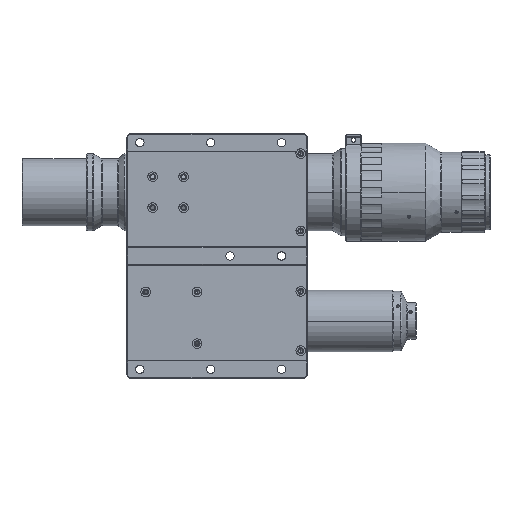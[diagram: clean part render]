
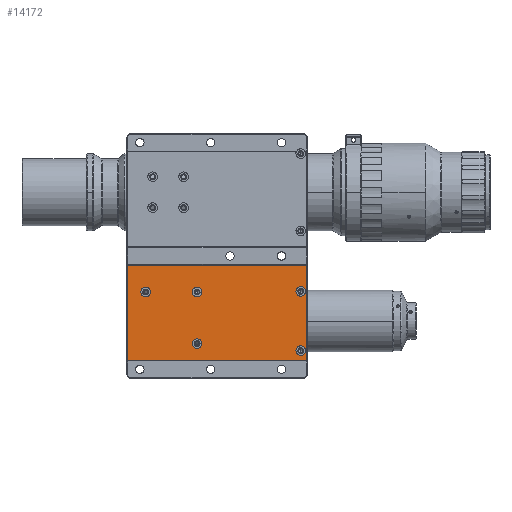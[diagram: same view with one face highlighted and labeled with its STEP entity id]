
A CAD part, front view. The second image highlights one B-rep face of the part: STEP entity #14172.
In plain terms, the highlighted planar face has unit normal (0, -1, 0).
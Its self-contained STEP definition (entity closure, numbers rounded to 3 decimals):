
#156 = DIRECTION ( 'NONE',  ( -1., 0., 0. ) ) ;
#281 = CARTESIAN_POINT ( 'NONE',  ( 132.25, -41.5, -77.5 ) ) ;
#590 = FACE_BOUND ( 'NONE', #36475, .T. ) ;
#1246 = DIRECTION ( 'NONE',  ( 0., -1., 0. ) ) ;
#1600 = EDGE_CURVE ( 'NONE', #6669, #8597, #6130, .T. ) ;
#1838 = PLANE ( 'NONE',  #10226 ) ;
#2144 = EDGE_CURVE ( 'NONE', #32333, #35530, #24306, .T. ) ;
#2611 = CARTESIAN_POINT ( 'NONE',  ( 82., -41.5, -56.5 ) ) ;
#3382 = VECTOR ( 'NONE', #6935, 1000. ) ;
#3532 = DIRECTION ( 'NONE',  ( -1., 0., 0. ) ) ;
#3795 = FACE_BOUND ( 'NONE', #32475, .T. ) ;
#4331 = VERTEX_POINT ( 'NONE', #281 ) ;
#4373 = DIRECTION ( 'NONE',  ( 0., 1., 0. ) ) ;
#4753 = VERTEX_POINT ( 'NONE', #41505 ) ;
#4829 = VECTOR ( 'NONE', #24397, 1000. ) ;
#4900 = ORIENTED_EDGE ( 'NONE', *, *, #38761, .T. ) ;
#4945 = ORIENTED_EDGE ( 'NONE', *, *, #2144, .T. ) ;
#4951 = CIRCLE ( 'NONE', #16780, 3.75 ) ;
#5000 = VERTEX_POINT ( 'NONE', #38961 ) ;
#5594 = ORIENTED_EDGE ( 'NONE', *, *, #1600, .T. ) ;
#5691 = CARTESIAN_POINT ( 'NONE',  ( 136., -41.5, -77.5 ) ) ;
#5947 = VERTEX_POINT ( 'NONE', #42159 ) ;
#6044 = CARTESIAN_POINT ( 'NONE',  ( 220.25, -41.5, -123. ) ) ;
#6130 = CIRCLE ( 'NONE', #27488, 3.75 ) ;
#6300 = CARTESIAN_POINT ( 'NONE',  ( 221., -41.5, -56.5 ) ) ;
#6453 = FACE_BOUND ( 'NONE', #38919, .T. ) ;
#6669 = VERTEX_POINT ( 'NONE', #6044 ) ;
#6935 = DIRECTION ( 'NONE',  ( 1., 0., 0. ) ) ;
#7245 = CARTESIAN_POINT ( 'NONE',  ( 216.5, -41.5, -77. ) ) ;
#7533 = FACE_OUTER_BOUND ( 'NONE', #12570, .T. ) ;
#8248 = CARTESIAN_POINT ( 'NONE',  ( 136., -41.5, -117.5 ) ) ;
#8317 = ORIENTED_EDGE ( 'NONE', *, *, #12637, .T. ) ;
#8597 = VERTEX_POINT ( 'NONE', #36866 ) ;
#8696 = CIRCLE ( 'NONE', #35633, 3.75 ) ;
#9067 = VERTEX_POINT ( 'NONE', #29073 ) ;
#9503 = DIRECTION ( 'NONE',  ( 0., 1., 0. ) ) ;
#9552 = CIRCLE ( 'NONE', #13278, 3.75 ) ;
#9680 = AXIS2_PLACEMENT_3D ( 'NONE', #13750, #37700, #156 ) ;
#9959 = CARTESIAN_POINT ( 'NONE',  ( 96., -41.5, -77.5 ) ) ;
#10226 = AXIS2_PLACEMENT_3D ( 'NONE', #6300, #30063, #16148 ) ;
#10389 = EDGE_LOOP ( 'NONE', ( #40602, #10941 ) ) ;
#10574 = CARTESIAN_POINT ( 'NONE',  ( 221., -41.5, -56.5 ) ) ;
#10941 = ORIENTED_EDGE ( 'NONE', *, *, #14125, .F. ) ;
#11541 = DIRECTION ( 'NONE',  ( -1., 0., 0. ) ) ;
#12292 = VERTEX_POINT ( 'NONE', #10574 ) ;
#12570 = EDGE_LOOP ( 'NONE', ( #4945, #40617, #4900, #37615 ) ) ;
#12637 = EDGE_CURVE ( 'NONE', #8597, #6669, #4951, .T. ) ;
#12893 = AXIS2_PLACEMENT_3D ( 'NONE', #32684, #33260, #43136 ) ;
#13072 = ORIENTED_EDGE ( 'NONE', *, *, #33412, .F. ) ;
#13278 = AXIS2_PLACEMENT_3D ( 'NONE', #9959, #24055, #41080 ) ;
#13502 = VERTEX_POINT ( 'NONE', #18460 ) ;
#13750 = CARTESIAN_POINT ( 'NONE',  ( 136., -41.5, -77.5 ) ) ;
#14000 = ORIENTED_EDGE ( 'NONE', *, *, #29343, .F. ) ;
#14125 = EDGE_CURVE ( 'NONE', #44235, #4331, #14480, .T. ) ;
#14172 = ADVANCED_FACE ( 'NONE', ( #590, #16590, #22011, #6453, #3795, #7533 ), #1838, .T. ) ;
#14393 = EDGE_CURVE ( 'NONE', #35530, #12292, #14438, .T. ) ;
#14438 = LINE ( 'NONE', #17174, #4829 ) ;
#14480 = CIRCLE ( 'NONE', #25482, 3.75 ) ;
#14538 = DIRECTION ( 'NONE',  ( -1., 0., 0. ) ) ;
#15833 = AXIS2_PLACEMENT_3D ( 'NONE', #35619, #1246, #25200 ) ;
#15855 = DIRECTION ( 'NONE',  ( 0., -1., 0. ) ) ;
#16148 = DIRECTION ( 'NONE',  ( -1., 0., 0. ) ) ;
#16590 = FACE_BOUND ( 'NONE', #10389, .T. ) ;
#16702 = CIRCLE ( 'NONE', #21635, 3.75 ) ;
#16780 = AXIS2_PLACEMENT_3D ( 'NONE', #26605, #9503, #33441 ) ;
#17174 = CARTESIAN_POINT ( 'NONE',  ( 221., -41.5, -93.5 ) ) ;
#17524 = CARTESIAN_POINT ( 'NONE',  ( 151.5, -41.5, -130.5 ) ) ;
#18434 = DIRECTION ( 'NONE',  ( 0., -1., 0. ) ) ;
#18460 = CARTESIAN_POINT ( 'NONE',  ( 99.75, -41.5, -77.5 ) ) ;
#19038 = CARTESIAN_POINT ( 'NONE',  ( 221., -41.5, -130.5 ) ) ;
#19381 = ORIENTED_EDGE ( 'NONE', *, *, #42462, .F. ) ;
#19507 = CIRCLE ( 'NONE', #31170, 3.75 ) ;
#20176 = DIRECTION ( 'NONE',  ( -1., 0., 0. ) ) ;
#21043 = DIRECTION ( 'NONE',  ( 0., 0., 1. ) ) ;
#21179 = ORIENTED_EDGE ( 'NONE', *, *, #30972, .T. ) ;
#21635 = AXIS2_PLACEMENT_3D ( 'NONE', #7245, #4373, #11541 ) ;
#22011 = FACE_BOUND ( 'NONE', #42364, .T. ) ;
#22912 = DIRECTION ( 'NONE',  ( -1., 0., 0. ) ) ;
#23708 = EDGE_CURVE ( 'NONE', #32333, #42076, #31427, .T. ) ;
#23956 = VECTOR ( 'NONE', #29016, 1000. ) ;
#24055 = DIRECTION ( 'NONE',  ( 0., -1., 0. ) ) ;
#24187 = DIRECTION ( 'NONE',  ( 0., 1., 0. ) ) ;
#24306 = LINE ( 'NONE', #17524, #3382 ) ;
#24397 = DIRECTION ( 'NONE',  ( 0., 0., 1. ) ) ;
#25200 = DIRECTION ( 'NONE',  ( -1., 0., 0. ) ) ;
#25482 = AXIS2_PLACEMENT_3D ( 'NONE', #5691, #15855, #22912 ) ;
#26109 = LINE ( 'NONE', #31997, #23956 ) ;
#26605 = CARTESIAN_POINT ( 'NONE',  ( 216.5, -41.5, -123. ) ) ;
#27488 = AXIS2_PLACEMENT_3D ( 'NONE', #34023, #24187, #3532 ) ;
#29016 = DIRECTION ( 'NONE',  ( -1., 0., 0. ) ) ;
#29073 = CARTESIAN_POINT ( 'NONE',  ( 139.75, -41.5, -117.5 ) ) ;
#29343 = EDGE_CURVE ( 'NONE', #4753, #13502, #19507, .T. ) ;
#30063 = DIRECTION ( 'NONE',  ( 0., -1., 0. ) ) ;
#30334 = DIRECTION ( 'NONE',  ( 0., -1., 0. ) ) ;
#30972 = EDGE_CURVE ( 'NONE', #5000, #32381, #42382, .T. ) ;
#31170 = AXIS2_PLACEMENT_3D ( 'NONE', #33316, #30334, #20176 ) ;
#31402 = CARTESIAN_POINT ( 'NONE',  ( 82., -41.5, -130.5 ) ) ;
#31427 = LINE ( 'NONE', #34313, #35696 ) ;
#31997 = CARTESIAN_POINT ( 'NONE',  ( 151.5, -41.5, -56.5 ) ) ;
#32292 = CARTESIAN_POINT ( 'NONE',  ( 220.25, -41.5, -77. ) ) ;
#32333 = VERTEX_POINT ( 'NONE', #31402 ) ;
#32381 = VERTEX_POINT ( 'NONE', #32292 ) ;
#32475 = EDGE_LOOP ( 'NONE', ( #8317, #5594 ) ) ;
#32684 = CARTESIAN_POINT ( 'NONE',  ( 216.5, -41.5, -77. ) ) ;
#33260 = DIRECTION ( 'NONE',  ( 0., 1., 0. ) ) ;
#33316 = CARTESIAN_POINT ( 'NONE',  ( 96., -41.5, -77.5 ) ) ;
#33412 = EDGE_CURVE ( 'NONE', #5947, #9067, #38472, .T. ) ;
#33441 = DIRECTION ( 'NONE',  ( -1., 0., 0. ) ) ;
#34023 = CARTESIAN_POINT ( 'NONE',  ( 216.5, -41.5, -123. ) ) ;
#34152 = EDGE_CURVE ( 'NONE', #13502, #4753, #9552, .T. ) ;
#34313 = CARTESIAN_POINT ( 'NONE',  ( 82., -41.5, -93.5 ) ) ;
#35530 = VERTEX_POINT ( 'NONE', #19038 ) ;
#35619 = CARTESIAN_POINT ( 'NONE',  ( 136., -41.5, -117.5 ) ) ;
#35633 = AXIS2_PLACEMENT_3D ( 'NONE', #8248, #18434, #14538 ) ;
#35696 = VECTOR ( 'NONE', #21043, 1000. ) ;
#36244 = ORIENTED_EDGE ( 'NONE', *, *, #34152, .F. ) ;
#36475 = EDGE_LOOP ( 'NONE', ( #14000, #36244 ) ) ;
#36866 = CARTESIAN_POINT ( 'NONE',  ( 212.75, -41.5, -123. ) ) ;
#36981 = CARTESIAN_POINT ( 'NONE',  ( 139.75, -41.5, -77.5 ) ) ;
#37449 = EDGE_CURVE ( 'NONE', #4331, #44235, #39559, .T. ) ;
#37615 = ORIENTED_EDGE ( 'NONE', *, *, #23708, .F. ) ;
#37700 = DIRECTION ( 'NONE',  ( 0., -1., 0. ) ) ;
#38472 = CIRCLE ( 'NONE', #15833, 3.75 ) ;
#38761 = EDGE_CURVE ( 'NONE', #12292, #42076, #26109, .T. ) ;
#38919 = EDGE_LOOP ( 'NONE', ( #21179, #41662 ) ) ;
#38961 = CARTESIAN_POINT ( 'NONE',  ( 212.75, -41.5, -77. ) ) ;
#39559 = CIRCLE ( 'NONE', #9680, 3.75 ) ;
#40602 = ORIENTED_EDGE ( 'NONE', *, *, #37449, .F. ) ;
#40617 = ORIENTED_EDGE ( 'NONE', *, *, #14393, .T. ) ;
#41080 = DIRECTION ( 'NONE',  ( -1., 0., 0. ) ) ;
#41505 = CARTESIAN_POINT ( 'NONE',  ( 92.25, -41.5, -77.5 ) ) ;
#41662 = ORIENTED_EDGE ( 'NONE', *, *, #42457, .T. ) ;
#42076 = VERTEX_POINT ( 'NONE', #2611 ) ;
#42159 = CARTESIAN_POINT ( 'NONE',  ( 132.25, -41.5, -117.5 ) ) ;
#42364 = EDGE_LOOP ( 'NONE', ( #13072, #19381 ) ) ;
#42382 = CIRCLE ( 'NONE', #12893, 3.75 ) ;
#42457 = EDGE_CURVE ( 'NONE', #32381, #5000, #16702, .T. ) ;
#42462 = EDGE_CURVE ( 'NONE', #9067, #5947, #8696, .T. ) ;
#43136 = DIRECTION ( 'NONE',  ( -1., 0., 0. ) ) ;
#44235 = VERTEX_POINT ( 'NONE', #36981 ) ;
